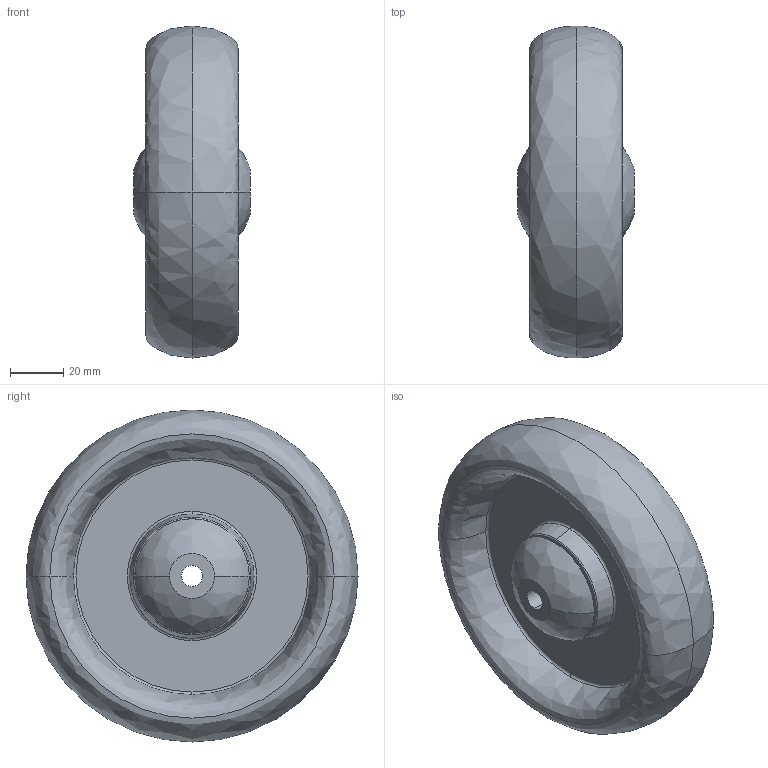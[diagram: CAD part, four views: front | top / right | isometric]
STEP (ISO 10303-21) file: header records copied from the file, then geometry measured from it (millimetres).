
FILE_DESCRIPTION (( 'STEP AP214' ), '1' );
FILE_NAME ('0029627.step', '2020-11-25T12:02:49', ( '' ), ( '' ), 'SwSTEP 2.0', 'SolidWorks 2018', '' );
FILE_SCHEMA (( 'AUTOMOTIVE_DESIGN' ));
Length unit declared in the file: millimetre
Products named in the file (1): 0029627
Bounding box: 44 x 125 x 125 mm (x, y, z)
Volume: 238223.5 mm3; surface area: 58620.8 mm2
Topology: 8 solids, 8 shells, 112 faces, 228 edges, 140 vertices
Faces by surface type: cylinder 38, torus 30, plane 24, bspline 12, cone 8
Entity records: 4322 total; most frequent: CARTESIAN_POINT 697, DIRECTION 588, ORIENTED_EDGE 456, AXIS2_PLACEMENT_3D 271, EDGE_CURVE 228, CIRCLE 170, VERTEX_POINT 140, EDGE_LOOP 136
